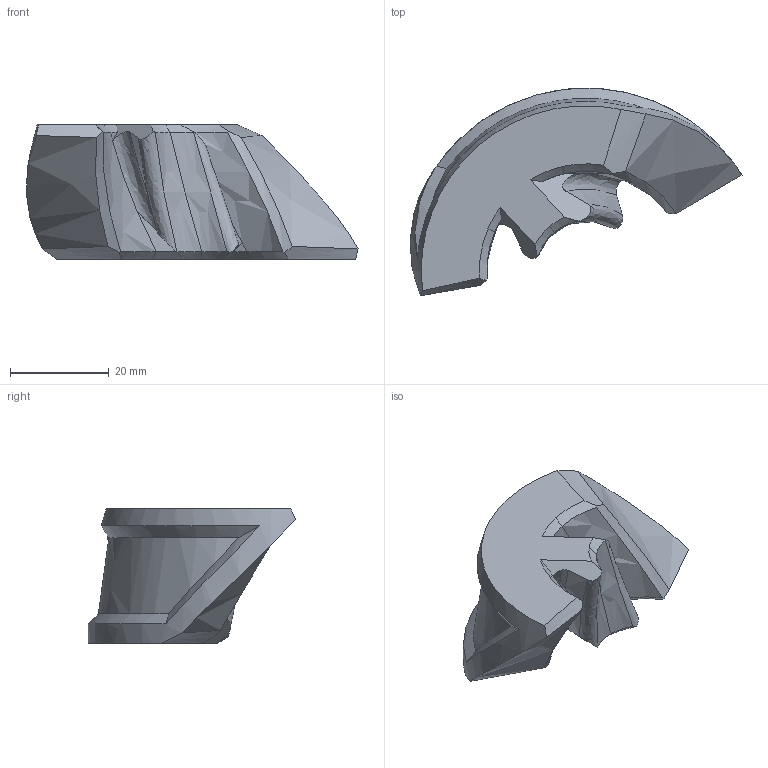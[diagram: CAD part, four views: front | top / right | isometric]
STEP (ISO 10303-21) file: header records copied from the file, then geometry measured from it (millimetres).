
FILE_DESCRIPTION(/* description */ (''),/* implementation_level */ '2;1');
FILE_NAME(/* name */ 'Maker''s Muse/Footage/2020/Easter Egg 2020/Final Puzzle Egg/Step Files/Side Middle.step',/* time_stamp */ '2020-04-02T00:35:40+11:00',/* author */ (''),/* organization */ (''),/* preprocessor_version */ 'ST-DEVELOPER v18',/* originating_system */ 'Autodesk Translation Framework v8.12.0.6',/* authorisation */ '');
FILE_SCHEMA (('AUTOMOTIVE_DESIGN { 1 0 10303 214 3 1 1 }'));
Length unit declared in the file: millimetre
Products named in the file (1): Side Middle
Bounding box: 67.14 x 42.02 x 27.13 mm (x, y, z)
Volume: 26201.5 mm3; surface area: 6645.6 mm2
Topology: 1 solids, 1 shells, 46 faces, 119 edges, 76 vertices
Faces by surface type: bspline 32, plane 6, cone 4, cylinder 4
Entity records: 2342 total; most frequent: CARTESIAN_POINT 1465, ORIENTED_EDGE 238, EDGE_CURVE 119, B_SPLINE_CURVE_WITH_KNOTS 93, VERTEX_POINT 76, DIRECTION 64, EDGE_LOOP 47, FACE_OUTER_BOUND 46
